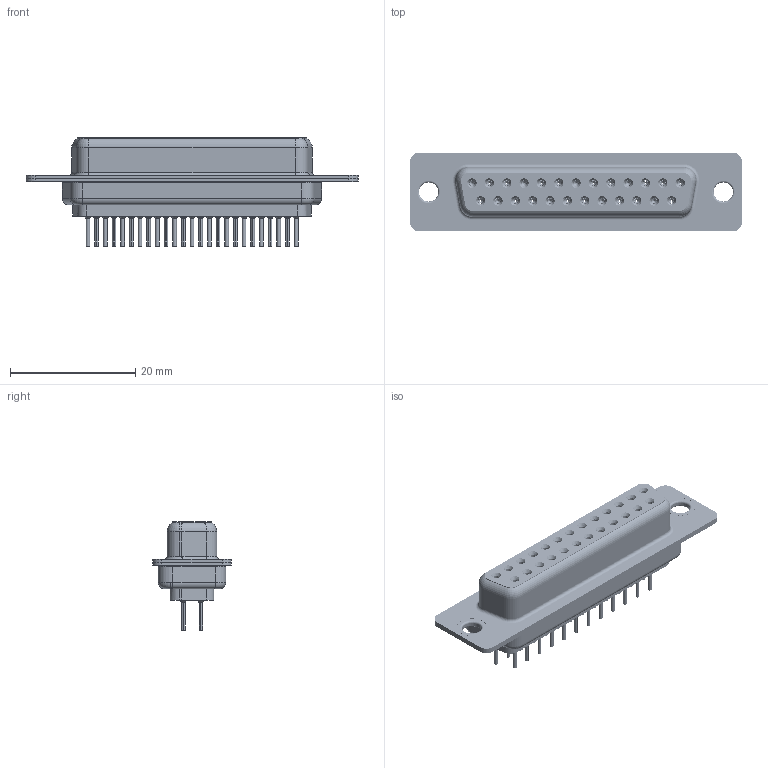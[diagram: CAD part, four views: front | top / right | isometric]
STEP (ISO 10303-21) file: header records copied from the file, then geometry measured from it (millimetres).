
FILE_DESCRIPTION (( 'STEP AP203' ), '1' );
FILE_NAME ('628-025-320-261.STEP', '2020-07-14T13:26:54', ( '' ), ( '' ), 'SwSTEP 2.0', 'SolidWorks 2020', '' );
FILE_SCHEMA (( 'CONFIG_CONTROL_DESIGN' ));
Length unit declared in the file: millimetre
Products named in the file (7): 628-025-320-261; 628 Thru Hole Rivet; 628 Shell Rear_25 Contacts; 628 Contact Row 2_20L; 628 Housing_25 LP; 628 Contact Row 1_20L; 628 Shell Front_25 Contacts
Assembly tree (30 placements, depth 2):
  628-025-320-261
    628 Housing_25 LP
    628 Shell Front_25 Contacts
    628 Shell Rear_25 Contacts
    628 Contact Row 1_20L  x13
    628 Contact Row 2_20L  x12
    628 Thru Hole Rivet  x2
Bounding box: 53 x 12.6 x 17.3 mm (x, y, z)
Volume: 3758.7 mm3; surface area: 9198.4 mm2
Topology: 30 solids, 30 shells, 3428 faces, 8703 edges, 5396 vertices
Faces by surface type: cylinder 946, plane 842, torus 715, bspline 500, cone 425
Entity records: 26167 total; most frequent: CARTESIAN_POINT 6375, DIRECTION 4097, ORIENTED_EDGE 3690, EDGE_CURVE 1845, AXIS2_PLACEMENT_3D 1720, VERTEX_POINT 1159, CIRCLE 945, EDGE_LOOP 930
